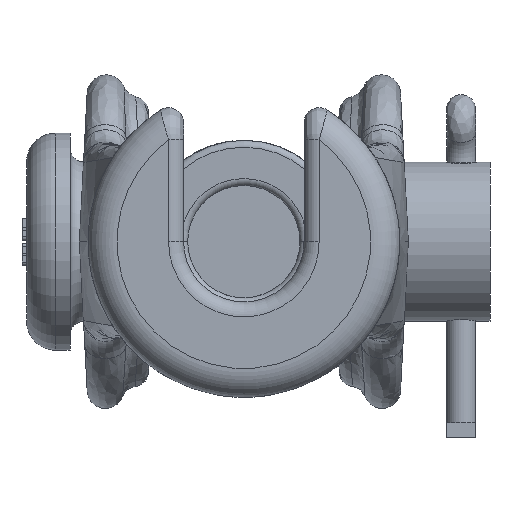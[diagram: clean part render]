
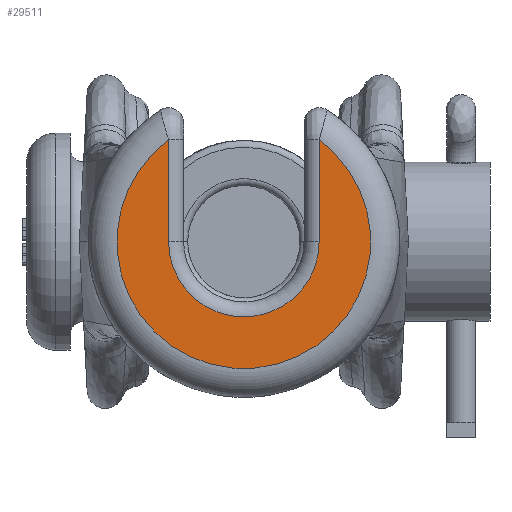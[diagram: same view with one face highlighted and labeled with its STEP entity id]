
A CAD part, front view. The second image highlights one B-rep face of the part: STEP entity #29511.
In plain terms, the highlighted planar face has unit normal (0, -1, 0).
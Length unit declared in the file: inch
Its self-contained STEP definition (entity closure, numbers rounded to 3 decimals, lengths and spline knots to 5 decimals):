
#10981=CARTESIAN_POINT('',(-0.65,-8.,0.88121));
#10986=CARTESIAN_POINT('',(0.,-8.,0.));
#10987=DIRECTION('',(0.,-1.,0.));
#10988=DIRECTION('',(-0.594,0.,0.805));
#10989=AXIS2_PLACEMENT_3D('',#10986,#10987,#10988);
#11032=DIRECTION('',(0.,0.,-1.));
#11033=VECTOR('',#11032,0.88121);
#11034=CARTESIAN_POINT('',(-0.65,-8.,0.88121));
#11035=LINE('',#11034,#11033);
#11039=CARTESIAN_POINT('',(0.,-8.,0.));
#11040=DIRECTION('',(0.,-1.,0.));
#11041=DIRECTION('',(-1.,0.,0.));
#11042=AXIS2_PLACEMENT_3D('',#11039,#11040,#11041);
#11047=DIRECTION('',(0.,0.,1.));
#11048=VECTOR('',#11047,0.88121);
#11049=CARTESIAN_POINT('',(0.65,-8.,0.));
#11050=LINE('',#11049,#11048);
#16079=VERTEX_POINT('',#10981);
#16082=CARTESIAN_POINT('',(-0.65,-8.,0.));
#16083=VERTEX_POINT('',#16082);
#16086=CARTESIAN_POINT('',(0.65,-8.,0.));
#16087=VERTEX_POINT('',#16086);
#16090=CARTESIAN_POINT('',(0.65,-8.,0.88121));
#16091=VERTEX_POINT('',#16090);
#29500=CARTESIAN_POINT('',(0.,-8.,0.));
#29501=DIRECTION('',(0.,1.,0.));
#29502=DIRECTION('',(-1.,0.,0.));
#29503=AXIS2_PLACEMENT_3D('',#29500,#29501,#29502);
#29504=PLANE('',#29503);
#29505=ORIENTED_EDGE('',*,*,#29494,.T.);
#29506=ORIENTED_EDGE('',*,*,#25274,.T.);
#29507=ORIENTED_EDGE('',*,*,#25289,.T.);
#29508=ORIENTED_EDGE('',*,*,#29431,.F.);
#29509=EDGE_LOOP('',(#29505,#29506,#29507,#29508));
#29510=FACE_OUTER_BOUND('',#29509,.F.);
#10990=CIRCLE('',#10989,1.095);
#11043=CIRCLE('',#11042,0.65);
#25274=EDGE_CURVE('',#16083,#16087,#11043,.T.);
#25289=EDGE_CURVE('',#16087,#16091,#11050,.T.);
#29431=EDGE_CURVE('',#16079,#16091,#10990,.T.);
#29494=EDGE_CURVE('',#16079,#16083,#11035,.T.);
#29511=ADVANCED_FACE('',(#29510),#29504,.F.);
